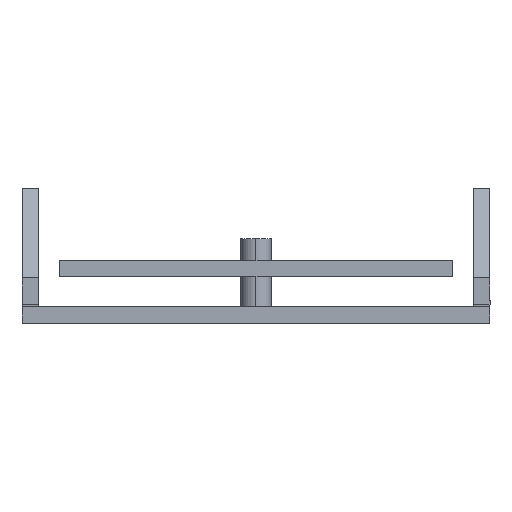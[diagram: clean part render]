
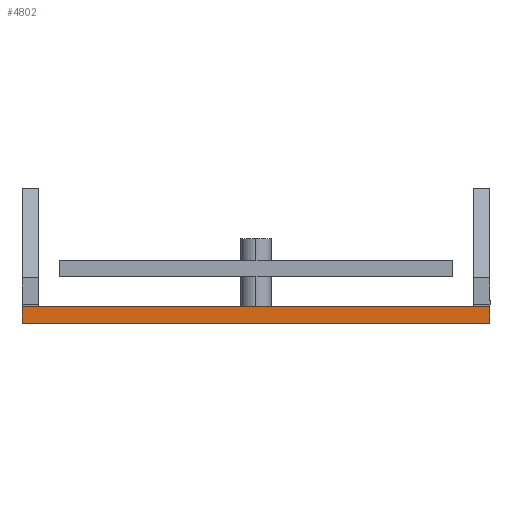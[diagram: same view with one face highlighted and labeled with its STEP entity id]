
A CAD part, left-side view. The second image highlights one B-rep face of the part: STEP entity #4802.
In plain terms, the highlighted planar face has unit normal (-1, 0, 0).
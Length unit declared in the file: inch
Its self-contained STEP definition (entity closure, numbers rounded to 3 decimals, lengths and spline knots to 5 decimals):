
#238 = ORIENTED_EDGE ( 'NONE', *, *, #12928, .T. ) ;
#4048 = CARTESIAN_POINT ( 'NONE',  ( -9.5, -0.865, 0.0598 ) ) ;
#4802 = ADVANCED_FACE ( 'NONE', ( #15343 ), #12143, .F. ) ;
#4852 = VERTEX_POINT ( 'NONE', #26353 ) ;
#5593 = ORIENTED_EDGE ( 'NONE', *, *, #42258, .F. ) ;
#6516 = DIRECTION ( 'NONE',  ( 0., -1., 0. ) ) ;
#7338 = VECTOR ( 'NONE', #38495, 39.37008 ) ;
#7575 = DIRECTION ( 'NONE',  ( 1., 0., 0. ) ) ;
#10672 = CARTESIAN_POINT ( 'NONE',  ( -9.5, 0.865, 0. ) ) ;
#11157 = LINE ( 'NONE', #4048, #35609 ) ;
#12143 = PLANE ( 'NONE',  #23128 ) ;
#12928 = EDGE_CURVE ( 'NONE', #4852, #24583, #26605, .T. ) ;
#15343 = FACE_OUTER_BOUND ( 'NONE', #20517, .T. ) ;
#20517 = EDGE_LOOP ( 'NONE', ( #45220, #40007, #5593, #238 ) ) ;
#21412 = EDGE_CURVE ( 'NONE', #22161, #29666, #11157, .T. ) ;
#22161 = VERTEX_POINT ( 'NONE', #26050 ) ;
#23128 = AXIS2_PLACEMENT_3D ( 'NONE', #38942, #7575, #33906 ) ;
#24583 = VERTEX_POINT ( 'NONE', #10672 ) ;
#25119 = DIRECTION ( 'NONE',  ( 0., 0., -1. ) ) ;
#26050 = CARTESIAN_POINT ( 'NONE',  ( -9.5, -0.865, 0.0598 ) ) ;
#26109 = VECTOR ( 'NONE', #44211, 39.37008 ) ;
#26353 = CARTESIAN_POINT ( 'NONE',  ( -9.5, 0.865, 0.0598 ) ) ;
#26605 = LINE ( 'NONE', #30245, #26109 ) ;
#27981 = LINE ( 'NONE', #41944, #7338 ) ;
#29666 = VERTEX_POINT ( 'NONE', #40142 ) ;
#30245 = CARTESIAN_POINT ( 'NONE',  ( -9.5, 0.865, 0.0598 ) ) ;
#30328 = LINE ( 'NONE', #41307, #44484 ) ;
#33906 = DIRECTION ( 'NONE',  ( 0., 0., -1. ) ) ;
#35609 = VECTOR ( 'NONE', #25119, 39.37008 ) ;
#37671 = EDGE_CURVE ( 'NONE', #24583, #29666, #27981, .T. ) ;
#38495 = DIRECTION ( 'NONE',  ( 0., -1., 0. ) ) ;
#38942 = CARTESIAN_POINT ( 'NONE',  ( -9.5, 0.865, 0.0598 ) ) ;
#40007 = ORIENTED_EDGE ( 'NONE', *, *, #21412, .F. ) ;
#40142 = CARTESIAN_POINT ( 'NONE',  ( -9.5, -0.865, 0. ) ) ;
#41307 = CARTESIAN_POINT ( 'NONE',  ( -9.5, 0.865, 0.0598 ) ) ;
#41944 = CARTESIAN_POINT ( 'NONE',  ( -9.5, 0.865, 0. ) ) ;
#42258 = EDGE_CURVE ( 'NONE', #4852, #22161, #30328, .T. ) ;
#44211 = DIRECTION ( 'NONE',  ( 0., 0., -1. ) ) ;
#44484 = VECTOR ( 'NONE', #6516, 39.37008 ) ;
#45220 = ORIENTED_EDGE ( 'NONE', *, *, #37671, .T. ) ;
